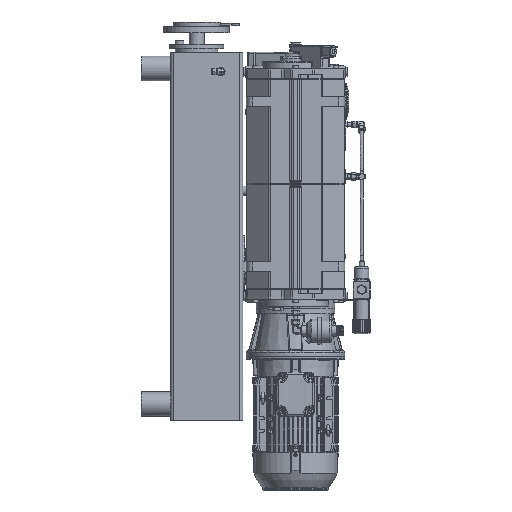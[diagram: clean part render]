
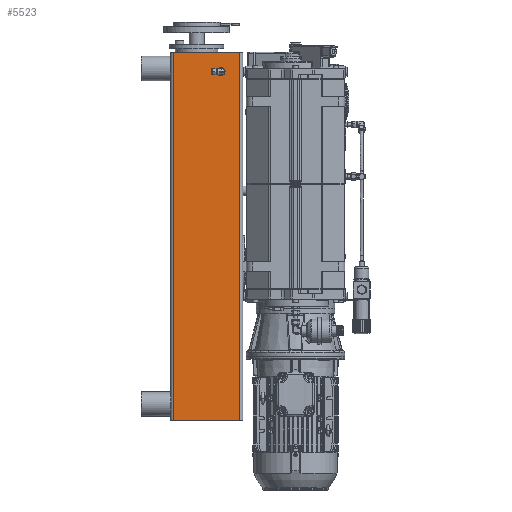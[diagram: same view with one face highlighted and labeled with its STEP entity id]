
A CAD part, left-side view. The second image highlights one B-rep face of the part: STEP entity #5523.
In plain terms, the highlighted planar face has unit normal (-1, 0, 0).
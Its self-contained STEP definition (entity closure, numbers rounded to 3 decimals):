
#5439=CARTESIAN_POINT('',(-63.587,-183.425,-1230.781));
#5440=VERTEX_POINT('',#5439);
#5448=CARTESIAN_POINT('',(-63.587,-183.425,-105.781));
#5449=VERTEX_POINT('',#5448);
#5450=CARTESIAN_POINT('',(-63.587,-183.425,-105.781));
#5451=DIRECTION('',(0.0,0.0,-1.0));
#5452=VECTOR('',#5451,1125.);
#5453=LINE('',#5450,#5452);
#5454=EDGE_CURVE('',#5449,#5440,#5453,.T.);
#5482=CARTESIAN_POINT('',(-63.587,-183.425,-1230.781));
#5483=DIRECTION('',(-1.0,0.0,0.0));
#5484=DIRECTION('',(0.0,0.0,1.0));
#5485=AXIS2_PLACEMENT_3D('',#5482,#5483,#5484);
#5486=PLANE('',#5485);
#5487=ORIENTED_EDGE('',*,*,#5454,.T.);
#5488=CARTESIAN_POINT('',(-63.587,-385.425,-1230.781));
#5489=VERTEX_POINT('',#5488);
#5490=CARTESIAN_POINT('',(-63.587,-183.425,-1230.781));
#5491=DIRECTION('',(0.0,-1.0,0.0));
#5492=VECTOR('',#5491,202.);
#5493=LINE('',#5490,#5492);
#5494=EDGE_CURVE('',#5440,#5489,#5493,.T.);
#5495=ORIENTED_EDGE('',*,*,#5494,.T.);
#5496=CARTESIAN_POINT('',(-63.587,-385.425,-105.781));
#5497=VERTEX_POINT('',#5496);
#5498=CARTESIAN_POINT('',(-63.587,-385.425,-105.781));
#5499=DIRECTION('',(0.0,0.0,-1.0));
#5500=VECTOR('',#5499,1125.);
#5501=LINE('',#5498,#5500);
#5502=EDGE_CURVE('',#5497,#5489,#5501,.T.);
#5503=ORIENTED_EDGE('',*,*,#5502,.F.);
#5504=CARTESIAN_POINT('',(-63.587,-183.425,-105.781));
#5505=DIRECTION('',(0.0,-1.0,0.0));
#5506=VECTOR('',#5505,202.);
#5507=LINE('',#5504,#5506);
#5508=EDGE_CURVE('',#5449,#5497,#5507,.T.);
#5509=ORIENTED_EDGE('',*,*,#5508,.F.);
#5510=EDGE_LOOP('',(#5487,#5495,#5503,#5509));
#5511=FACE_OUTER_BOUND('',#5510,.T.);
#5512=CARTESIAN_POINT('',(-63.587,-327.425,-178.281));
#5513=VERTEX_POINT('',#5512);
#5514=CARTESIAN_POINT('',(-63.587,-327.425,-165.781));
#5515=DIRECTION('',(-1.0,0.0,0.0));
#5516=DIRECTION('',(0.0,0.0,-1.0));
#5517=AXIS2_PLACEMENT_3D('',#5514,#5515,#5516);
#5518=CIRCLE('',#5517,12.5);
#5519=EDGE_CURVE('',#5513,#5513,#5518,.T.);
#5520=ORIENTED_EDGE('',*,*,#5519,.F.);
#5521=EDGE_LOOP('',(#5520));
#5522=FACE_BOUND('',#5521,.T.);
#5523=ADVANCED_FACE('',(#5511,#5522),#5486,.T.);
